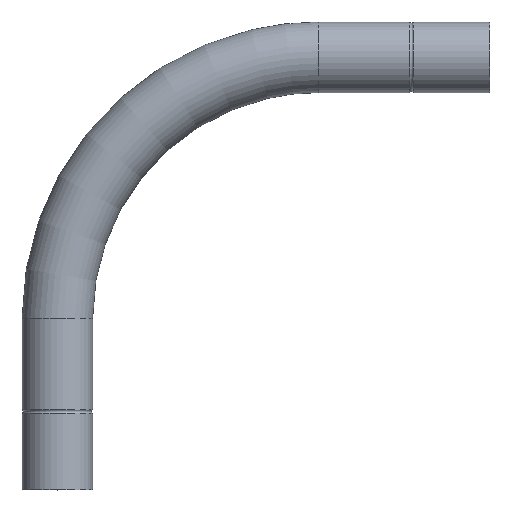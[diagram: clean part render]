
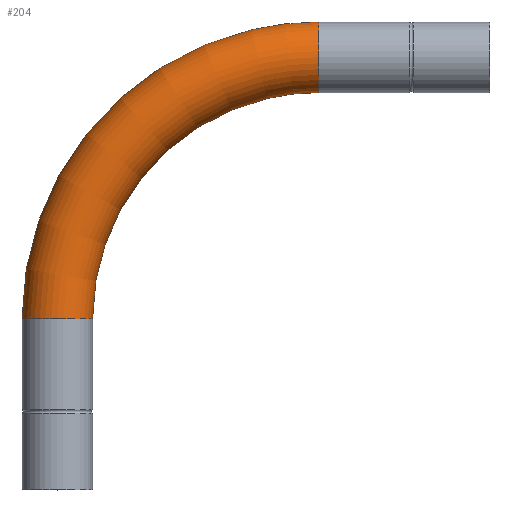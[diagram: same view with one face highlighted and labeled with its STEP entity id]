
A CAD part, top view. The second image highlights one B-rep face of the part: STEP entity #204.
In plain terms, the highlighted toroidal (fillet/blend) face has major radius 200 mm and minor radius 27 mm.
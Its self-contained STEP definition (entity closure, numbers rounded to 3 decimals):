
#1 = EDGE_LOOP ( 'NONE', ( #128 ) ) ;
#9 = EDGE_LOOP ( 'NONE', ( #67 ) ) ;
#50 = CARTESIAN_POINT ( 'NONE',  ( 0., 0., 0. ) ) ;
#57 = AXIS2_PLACEMENT_3D ( 'NONE', #139, #313, #108 ) ;
#63 = AXIS2_PLACEMENT_3D ( 'NONE', #50, #368, #81 ) ;
#67 = ORIENTED_EDGE ( 'NONE', *, *, #287, .F. ) ;
#78 = FACE_OUTER_BOUND ( 'NONE', #9, .T. ) ;
#81 = DIRECTION ( 'NONE',  ( -1., 0., 0. ) ) ;
#85 = AXIS2_PLACEMENT_3D ( 'NONE', #288, #255, #337 ) ;
#108 = DIRECTION ( 'NONE',  ( 0., 0., 1. ) ) ;
#116 = VERTEX_POINT ( 'NONE', #202 ) ;
#128 = ORIENTED_EDGE ( 'NONE', *, *, #328, .T. ) ;
#139 = CARTESIAN_POINT ( 'NONE',  ( -200., 0., 0. ) ) ;
#155 = CIRCLE ( 'NONE', #57, 27. ) ;
#171 = CARTESIAN_POINT ( 'NONE',  ( 0., 200., 27. ) ) ;
#202 = CARTESIAN_POINT ( 'NONE',  ( -200., 0., 27. ) ) ;
#204 = ADVANCED_FACE ( 'NONE', ( #307, #78 ), #306, .T. ) ;
#255 = DIRECTION ( 'NONE',  ( -1., 0., 0. ) ) ;
#287 = EDGE_CURVE ( 'NONE', #116, #116, #155, .T. ) ;
#288 = CARTESIAN_POINT ( 'NONE',  ( 0., 200., 0. ) ) ;
#290 = CIRCLE ( 'NONE', #85, 27. ) ;
#306 = TOROIDAL_SURFACE ( 'NONE', #63, 200., 27. ) ;
#307 = FACE_OUTER_BOUND ( 'NONE', #1, .T. ) ;
#313 = DIRECTION ( 'NONE',  ( 0., -1., 0. ) ) ;
#316 = VERTEX_POINT ( 'NONE', #171 ) ;
#328 = EDGE_CURVE ( 'NONE', #316, #316, #290, .T. ) ;
#337 = DIRECTION ( 'NONE',  ( 0., 0., 1. ) ) ;
#368 = DIRECTION ( 'NONE',  ( 0., 0., -1. ) ) ;
